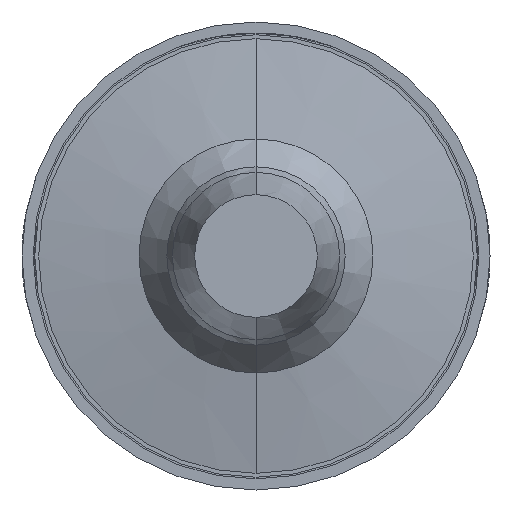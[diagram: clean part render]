
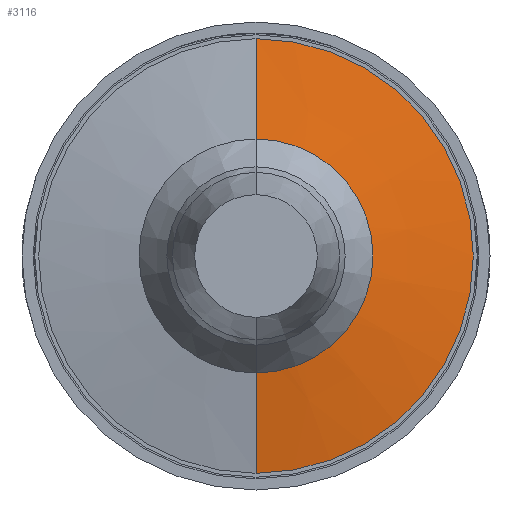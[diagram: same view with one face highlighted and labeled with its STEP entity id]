
A CAD part, front view. The second image highlights one B-rep face of the part: STEP entity #3116.
In plain terms, the highlighted conical face has half-angle 80.134 degrees and reference radius 0.8 mm.
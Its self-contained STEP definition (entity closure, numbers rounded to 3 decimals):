
#95 = VERTEX_POINT ( 'NONE', #6038 ) ;
#110 = CARTESIAN_POINT ( 'NONE',  ( 0., -29.9, 0.8 ) ) ;
#388 = ORIENTED_EDGE ( 'NONE', *, *, #797, .F. ) ;
#497 = VECTOR ( 'NONE', #2550, 1000. ) ;
#501 = CIRCLE ( 'NONE', #4352, 0.8 ) ;
#687 = CARTESIAN_POINT ( 'NONE',  ( 0., -29.9, 0. ) ) ;
#797 = EDGE_CURVE ( 'Defeature ausgef�hrt1_32+Defeature ausgef�hrt1_33+Defeature ausgef�hrt1_33+Defeature ausgef�hrt1_33', #5101, #5046, #501, .T. ) ;
#1172 = LINE ( 'NONE', #110, #2068 ) ;
#1292 = ORIENTED_EDGE ( 'NONE', *, *, #5460, .F. ) ;
#1339 = DIRECTION ( 'NONE',  ( 0., -1., 0. ) ) ;
#1606 = EDGE_CURVE ( 'Defeature ausgef�hrt1_33+Defeature ausgef�hrt1_34+Defeature ausgef�hrt1_34+Defeature ausgef�hrt1_34', #2121, #95, #2368, .T. ) ;
#1631 = AXIS2_PLACEMENT_3D ( 'NONE', #3259, #1339, #6084 ) ;
#2068 = VECTOR ( 'NONE', #2517, 1000. ) ;
#2101 = EDGE_CURVE ( 'NONE', #5101, #2121, #2660, .T. ) ;
#2106 = CARTESIAN_POINT ( 'NONE',  ( 0., -29.7, -1.95 ) ) ;
#2121 = VERTEX_POINT ( 'NONE', #2106 ) ;
#2288 = ORIENTED_EDGE ( 'NONE', *, *, #1606, .T. ) ;
#2302 = FACE_OUTER_BOUND ( 'NONE', #4171, .T. ) ;
#2368 = CIRCLE ( 'NONE', #1631, 1.95 ) ;
#2517 = DIRECTION ( 'NONE',  ( 0., 0.171, 0.985 ) ) ;
#2550 = DIRECTION ( 'NONE',  ( 0., 0.171, -0.985 ) ) ;
#2614 = DIRECTION ( 'NONE',  ( 0., 0., -1. ) ) ;
#2660 = LINE ( 'NONE', #4892, #497 ) ;
#2904 = CARTESIAN_POINT ( 'NONE',  ( 0., -29.9, 0.8 ) ) ;
#3116 = ADVANCED_FACE ( 'Defeature ausgef�hrt1_33', ( #2302 ), #5004, .T. ) ;
#3259 = CARTESIAN_POINT ( 'NONE',  ( 0., -29.7, 0. ) ) ;
#3282 = DIRECTION ( 'NONE',  ( 0., 0., 1. ) ) ;
#4139 = CARTESIAN_POINT ( 'NONE',  ( 0., -29.9, -0.8 ) ) ;
#4171 = EDGE_LOOP ( 'NONE', ( #388, #4682, #2288, #1292 ) ) ;
#4352 = AXIS2_PLACEMENT_3D ( 'NONE', #687, #5041, #2614 ) ;
#4682 = ORIENTED_EDGE ( 'NONE', *, *, #2101, .T. ) ;
#4892 = CARTESIAN_POINT ( 'NONE',  ( 0., -29.9, -0.8 ) ) ;
#5004 = CONICAL_SURFACE ( 'NONE', #5795, 0.8, 1.399 ) ;
#5041 = DIRECTION ( 'NONE',  ( 0., -1., 0. ) ) ;
#5046 = VERTEX_POINT ( 'NONE', #2904 ) ;
#5101 = VERTEX_POINT ( 'NONE', #4139 ) ;
#5159 = CARTESIAN_POINT ( 'NONE',  ( 0., -29.9, 0. ) ) ;
#5460 = EDGE_CURVE ( 'NONE', #5046, #95, #1172, .T. ) ;
#5795 = AXIS2_PLACEMENT_3D ( 'NONE', #5159, #6147, #3282 ) ;
#6038 = CARTESIAN_POINT ( 'NONE',  ( 0., -29.7, 1.95 ) ) ;
#6084 = DIRECTION ( 'NONE',  ( 0., 0., -1. ) ) ;
#6147 = DIRECTION ( 'NONE',  ( 0., 1., 0. ) ) ;
